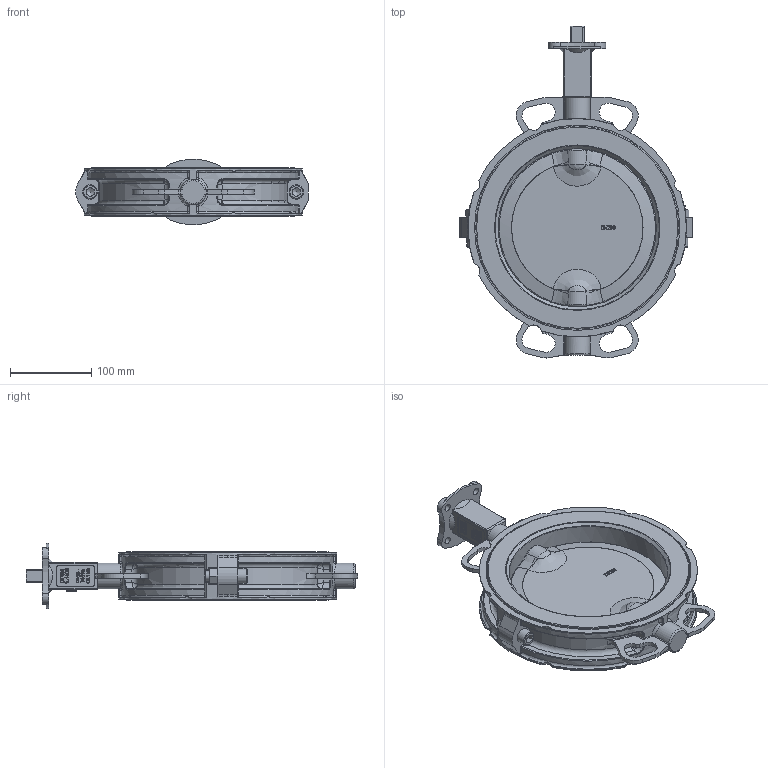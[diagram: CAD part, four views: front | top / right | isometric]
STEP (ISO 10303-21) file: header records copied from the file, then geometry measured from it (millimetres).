
FILE_DESCRIPTION((''),'2;1');
FILE_NAME('Z611-K DN200.stp','2015-08-10T13:21:10',('Hellwig'),(''),'Autodesk Inventor 2013','Autodesk Inventor 2013','');
FILE_SCHEMA(('AUTOMOTIVE_DESIGN { 1 0 10303 214 1 1 1 1 }'));
Length unit declared in the file: millimetre
Products named in the file (1): M23987_Shrinkwrap_1
Bounding box: 287 x 408.96 x 80.4 mm (x, y, z)
Volume: 1695534.9 mm3; surface area: 323936.1 mm2
Topology: 1 solids, 19 shells, 1403 faces, 3561 edges, 2279 vertices
Faces by surface type: plane 514, bspline 415, cylinder 304, torus 101, cone 49, sphere 20
Full cylindrical faces by diameter (mm): 8.5 x1, 9 x4, 12 x6, 12.5 x2, 18 x2, 22 x7, 22.1 x4, 22.5 x2, 23 x1, 24 x1, 25 x6, 26 x1, 30 x1, 32.95 x4, 33 x4, 53 x1, 195 x2, 200 x2, 210.8 x2, 211.8 x2, 250 x2, 253 x2
Entity records: 49967 total; most frequent: CARTESIAN_POINT 17762, ORIENTED_EDGE 6822, DIRECTION 5335, EDGE_CURVE 3411, VERTEX_POINT 2242, AXIS2_PLACEMENT_3D 1902, EDGE_LOOP 1647, VECTOR 1531
